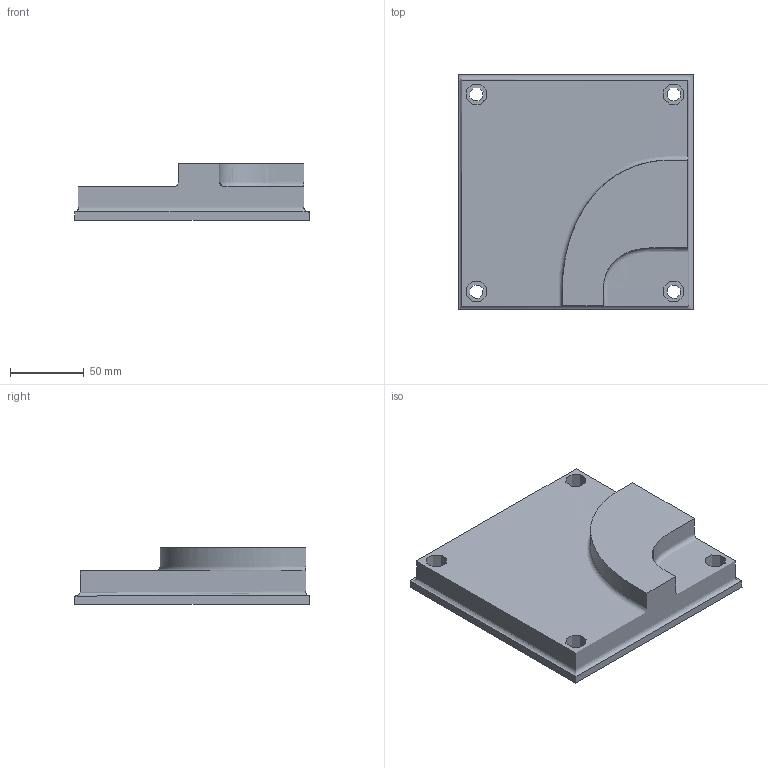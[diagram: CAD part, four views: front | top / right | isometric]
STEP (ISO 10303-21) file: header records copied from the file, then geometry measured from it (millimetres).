
FILE_DESCRIPTION(/* description */ (''),/* implementation_level */ '2;1');
FILE_NAME(/* name */ 'hardmoldy_imts_signed-ip',/* time_stamp */ '2015-12-21T14:01:15-05:00',/* author */ (''),/* organization */ (''),/* preprocessor_version */ 'ST-DEVELOPER v16.9',/* originating_system */ '',/* authorisation */ '');
FILE_SCHEMA (('AP242_MANAGED_MODEL_BASED_3D_ENGINEERING_MIM_LF { 1 0 10303 442 1 1 4 }'));
Length unit declared in the file: inch
Bounding box: 158.75 x 158.75 x 38.1 mm (x, y, z)
Volume: 605263.9 mm3; surface area: 71101.9 mm2
Topology: 1 solids, 1 shells, 2 faces, 0 edges, 0 vertices
Faces by surface type: other 2
Entity records: 25 total; most frequent: COMPLEX_TRIANGULATED_FACE 2, DIMENSIONAL_EXPONENTS 2, SHAPE_DEFINITION_REPRESENTATION 1, PRODUCT_DEFINITION_SHAPE 1, PRODUCT_DEFINITION_CONTEXT 1, PRODUCT_DEFINITION 1, PRODUCT_DEFINITION_FORMATION 1, APPLICATION_PROTOCOL_DEFINITION 1
